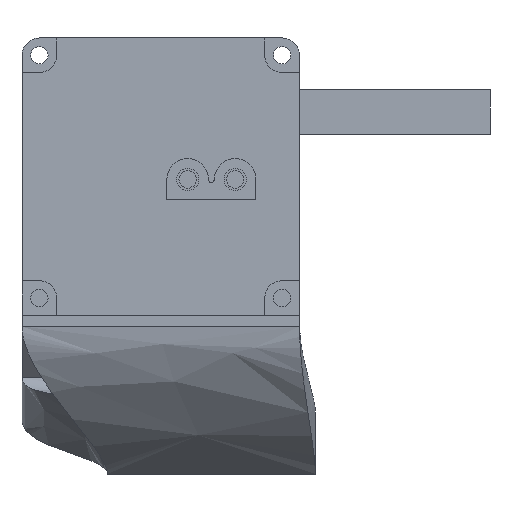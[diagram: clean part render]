
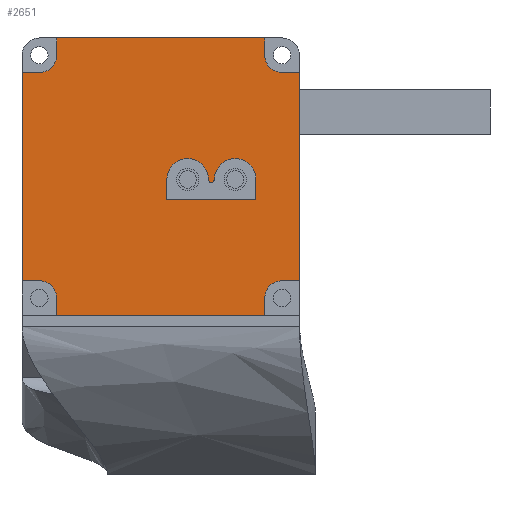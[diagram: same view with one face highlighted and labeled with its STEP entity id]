
A CAD part, front view. The second image highlights one B-rep face of the part: STEP entity #2651.
In plain terms, the highlighted planar face has unit normal (0, -1, 0).
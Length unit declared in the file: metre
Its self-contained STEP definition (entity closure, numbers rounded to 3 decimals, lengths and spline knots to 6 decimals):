
#126=CIRCLE('',#2842,0.003);
#127=CIRCLE('',#2843,0.000425);
#128=CIRCLE('',#2844,0.003);
#129=CIRCLE('',#2845,0.0025);
#130=CIRCLE('',#2846,0.0025);
#131=CIRCLE('',#2847,0.0025);
#132=CIRCLE('',#2848,0.0025);
#283=ORIENTED_EDGE('',*,*,#1028,.T.);
#284=ORIENTED_EDGE('',*,*,#1029,.T.);
#285=ORIENTED_EDGE('',*,*,#1030,.F.);
#286=ORIENTED_EDGE('',*,*,#1031,.F.);
#287=ORIENTED_EDGE('',*,*,#1032,.F.);
#288=ORIENTED_EDGE('',*,*,#1033,.F.);
#289=ORIENTED_EDGE('',*,*,#1034,.F.);
#290=ORIENTED_EDGE('',*,*,#1035,.T.);
#291=ORIENTED_EDGE('',*,*,#1008,.T.);
#292=ORIENTED_EDGE('',*,*,#1036,.F.);
#293=ORIENTED_EDGE('',*,*,#1037,.F.);
#294=ORIENTED_EDGE('',*,*,#1038,.T.);
#295=ORIENTED_EDGE('',*,*,#1039,.T.);
#296=ORIENTED_EDGE('',*,*,#1040,.F.);
#297=ORIENTED_EDGE('',*,*,#1041,.F.);
#298=ORIENTED_EDGE('',*,*,#1042,.T.);
#299=ORIENTED_EDGE('',*,*,#1043,.T.);
#300=ORIENTED_EDGE('',*,*,#1044,.F.);
#301=ORIENTED_EDGE('',*,*,#1045,.F.);
#302=ORIENTED_EDGE('',*,*,#1046,.T.);
#303=ORIENTED_EDGE('',*,*,#1047,.T.);
#304=ORIENTED_EDGE('',*,*,#1048,.F.);
#1008=EDGE_CURVE('',#1381,#1380,#1630,.T.);
#1028=EDGE_CURVE('',#1400,#1401,#1644,.T.);
#1029=EDGE_CURVE('',#1401,#1402,#1645,.T.);
#1030=EDGE_CURVE('',#1403,#1402,#126,.F.);
#1031=EDGE_CURVE('',#1404,#1403,#127,.T.);
#1032=EDGE_CURVE('',#1405,#1404,#128,.F.);
#1033=EDGE_CURVE('',#1400,#1405,#1646,.T.);
#1034=EDGE_CURVE('',#1406,#1407,#129,.T.);
#1035=EDGE_CURVE('',#1406,#1381,#1647,.T.);
#1036=EDGE_CURVE('',#1408,#1380,#1648,.T.);
#1037=EDGE_CURVE('',#1409,#1408,#130,.T.);
#1038=EDGE_CURVE('',#1409,#1410,#1649,.T.);
#1039=EDGE_CURVE('',#1410,#1411,#1650,.T.);
#1040=EDGE_CURVE('',#1412,#1411,#1651,.T.);
#1041=EDGE_CURVE('',#1413,#1412,#131,.T.);
#1042=EDGE_CURVE('',#1413,#1414,#1652,.T.);
#1043=EDGE_CURVE('',#1414,#1415,#1653,.T.);
#1044=EDGE_CURVE('',#1416,#1415,#1654,.T.);
#1045=EDGE_CURVE('',#1417,#1416,#132,.T.);
#1046=EDGE_CURVE('',#1417,#1418,#1655,.T.);
#1047=EDGE_CURVE('',#1418,#1419,#1656,.T.);
#1048=EDGE_CURVE('',#1407,#1419,#1657,.T.);
#1380=VERTEX_POINT('',#3874);
#1381=VERTEX_POINT('',#3876);
#1400=VERTEX_POINT('',#3917);
#1401=VERTEX_POINT('',#3918);
#1402=VERTEX_POINT('',#3920);
#1403=VERTEX_POINT('',#3922);
#1404=VERTEX_POINT('',#3924);
#1405=VERTEX_POINT('',#3926);
#1406=VERTEX_POINT('',#3929);
#1407=VERTEX_POINT('',#3930);
#1408=VERTEX_POINT('',#3933);
#1409=VERTEX_POINT('',#3935);
#1410=VERTEX_POINT('',#3937);
#1411=VERTEX_POINT('',#3939);
#1412=VERTEX_POINT('',#3941);
#1413=VERTEX_POINT('',#3943);
#1414=VERTEX_POINT('',#3945);
#1415=VERTEX_POINT('',#3947);
#1416=VERTEX_POINT('',#3949);
#1417=VERTEX_POINT('',#3951);
#1418=VERTEX_POINT('',#3953);
#1419=VERTEX_POINT('',#3955);
#1630=LINE('',#3875,#1889);
#1644=LINE('',#3916,#1903);
#1645=LINE('',#3919,#1904);
#1646=LINE('',#3927,#1905);
#1647=LINE('',#3931,#1906);
#1648=LINE('',#3932,#1907);
#1649=LINE('',#3936,#1908);
#1650=LINE('',#3938,#1909);
#1651=LINE('',#3940,#1910);
#1652=LINE('',#3944,#1911);
#1653=LINE('',#3946,#1912);
#1654=LINE('',#3948,#1913);
#1655=LINE('',#3952,#1914);
#1656=LINE('',#3954,#1915);
#1657=LINE('',#3956,#1916);
#1889=VECTOR('',#3132,1.);
#1903=VECTOR('',#3162,1.);
#1904=VECTOR('',#3163,1.);
#1905=VECTOR('',#3170,1.);
#1906=VECTOR('',#3173,1.);
#1907=VECTOR('',#3174,1.);
#1908=VECTOR('',#3177,1.);
#1909=VECTOR('',#3178,1.);
#1910=VECTOR('',#3179,1.);
#1911=VECTOR('',#3182,1.);
#1912=VECTOR('',#3183,1.);
#1913=VECTOR('',#3184,1.);
#1914=VECTOR('',#3187,1.);
#1915=VECTOR('',#3188,1.);
#1916=VECTOR('',#3189,1.);
#2131=EDGE_LOOP('',(#283,#284,#285,#286,#287,#288));
#2132=EDGE_LOOP('',(#289,#290,#291,#292,#293,#294,#295,#296,#297,#298,#299,
#300,#301,#302,#303,#304));
#2354=FACE_BOUND('',#2131,.T.);
#2355=FACE_BOUND('',#2132,.T.);
#2560=PLANE('',#2841);
#2651=ADVANCED_FACE('',(#2354,#2355),#2560,.T.);
#2841=AXIS2_PLACEMENT_3D('',#3915,#3160,#3161);
#2842=AXIS2_PLACEMENT_3D('',#3921,#3164,#3165);
#2843=AXIS2_PLACEMENT_3D('',#3923,#3166,#3167);
#2844=AXIS2_PLACEMENT_3D('',#3925,#3168,#3169);
#2845=AXIS2_PLACEMENT_3D('',#3928,#3171,#3172);
#2846=AXIS2_PLACEMENT_3D('',#3934,#3175,#3176);
#2847=AXIS2_PLACEMENT_3D('',#3942,#3180,#3181);
#2848=AXIS2_PLACEMENT_3D('',#3950,#3185,#3186);
#3132=DIRECTION('',(1.,0.,0.));
#3160=DIRECTION('',(0.,-1.,0.));
#3161=DIRECTION('',(1.,0.,0.));
#3162=DIRECTION('',(-1.,0.,0.));
#3163=DIRECTION('',(0.,0.,1.));
#3164=DIRECTION('',(0.,1.,0.));
#3165=DIRECTION('',(0.,0.,1.));
#3166=DIRECTION('',(0.,1.,0.));
#3167=DIRECTION('',(0.,0.,1.));
#3168=DIRECTION('',(0.,1.,0.));
#3169=DIRECTION('',(0.,0.,1.));
#3170=DIRECTION('',(0.,0.,1.));
#3171=DIRECTION('',(0.,-1.,0.));
#3172=DIRECTION('',(0.,0.,-1.));
#3173=DIRECTION('',(0.,0.,-1.));
#3174=DIRECTION('',(0.,0.,-1.));
#3175=DIRECTION('',(0.,-1.,0.));
#3176=DIRECTION('',(0.,0.,-1.));
#3177=DIRECTION('',(1.,0.,0.));
#3178=DIRECTION('',(0.,0.,1.));
#3179=DIRECTION('',(1.,0.,0.));
#3180=DIRECTION('',(0.,-1.,0.));
#3181=DIRECTION('',(0.,0.,-1.));
#3182=DIRECTION('',(0.,0.,1.));
#3183=DIRECTION('',(-1.,0.,0.));
#3184=DIRECTION('',(0.,0.,1.));
#3185=DIRECTION('',(0.,-1.,0.));
#3186=DIRECTION('',(0.,0.,-1.));
#3187=DIRECTION('',(-1.,0.,0.));
#3188=DIRECTION('',(0.,0.,-1.));
#3189=DIRECTION('',(-1.,0.,0.));
#3874=CARTESIAN_POINT('',(0.101025,0.149927,-0.02615));
#3875=CARTESIAN_POINT('',(0.086025,0.149927,-0.02615));
#3876=CARTESIAN_POINT('',(0.071025,0.149927,-0.02615));
#3915=CARTESIAN_POINT('',(0.099363,0.149927,-0.00615));
#3916=CARTESIAN_POINT('',(0.093331,0.149927,-0.0095));
#3917=CARTESIAN_POINT('',(0.099756,0.149927,-0.0095));
#3918=CARTESIAN_POINT('',(0.086906,0.149927,-0.0095));
#3919=CARTESIAN_POINT('',(0.086906,0.149927,-0.008025));
#3920=CARTESIAN_POINT('',(0.086906,0.149927,-0.00655));
#3921=CARTESIAN_POINT('',(0.089906,0.149927,-0.00655));
#3922=CARTESIAN_POINT('',(0.092906,0.149927,-0.00655));
#3923=CARTESIAN_POINT('',(0.093331,0.149927,-0.00655));
#3924=CARTESIAN_POINT('',(0.093756,0.149927,-0.00655));
#3925=CARTESIAN_POINT('',(0.096756,0.149927,-0.00655));
#3926=CARTESIAN_POINT('',(0.099756,0.149927,-0.00655));
#3927=CARTESIAN_POINT('',(0.099756,0.149927,-0.008025));
#3928=CARTESIAN_POINT('',(0.068525,0.149927,-0.02365));
#3929=CARTESIAN_POINT('',(0.071025,0.149927,-0.02365));
#3930=CARTESIAN_POINT('',(0.068525,0.149927,-0.02115));
#3931=CARTESIAN_POINT('',(0.071025,0.149927,-0.0249));
#3932=CARTESIAN_POINT('',(0.101025,0.149927,-0.0249));
#3933=CARTESIAN_POINT('',(0.101025,0.149927,-0.02365));
#3934=CARTESIAN_POINT('',(0.103525,0.149927,-0.02365));
#3935=CARTESIAN_POINT('',(0.103525,0.149927,-0.02115));
#3936=CARTESIAN_POINT('',(0.104775,0.149927,-0.02115));
#3937=CARTESIAN_POINT('',(0.106025,0.149927,-0.02115));
#3938=CARTESIAN_POINT('',(0.106025,0.149927,-0.00615));
#3939=CARTESIAN_POINT('',(0.106025,0.149927,0.00885));
#3940=CARTESIAN_POINT('',(0.104775,0.149927,0.00885));
#3941=CARTESIAN_POINT('',(0.103525,0.149927,0.00885));
#3942=CARTESIAN_POINT('',(0.103525,0.149927,0.01135));
#3943=CARTESIAN_POINT('',(0.101025,0.149927,0.01135));
#3944=CARTESIAN_POINT('',(0.101025,0.149927,0.0126));
#3945=CARTESIAN_POINT('',(0.101025,0.149927,0.01385));
#3946=CARTESIAN_POINT('',(0.086025,0.149927,0.01385));
#3947=CARTESIAN_POINT('',(0.071025,0.149927,0.01385));
#3948=CARTESIAN_POINT('',(0.071025,0.149927,0.0126));
#3949=CARTESIAN_POINT('',(0.071025,0.149927,0.01135));
#3950=CARTESIAN_POINT('',(0.068525,0.149927,0.01135));
#3951=CARTESIAN_POINT('',(0.068525,0.149927,0.00885));
#3952=CARTESIAN_POINT('',(0.067275,0.149927,0.00885));
#3953=CARTESIAN_POINT('',(0.066025,0.149927,0.00885));
#3954=CARTESIAN_POINT('',(0.066025,0.149927,-0.00615));
#3955=CARTESIAN_POINT('',(0.066025,0.149927,-0.02115));
#3956=CARTESIAN_POINT('',(0.067275,0.149927,-0.02115));
